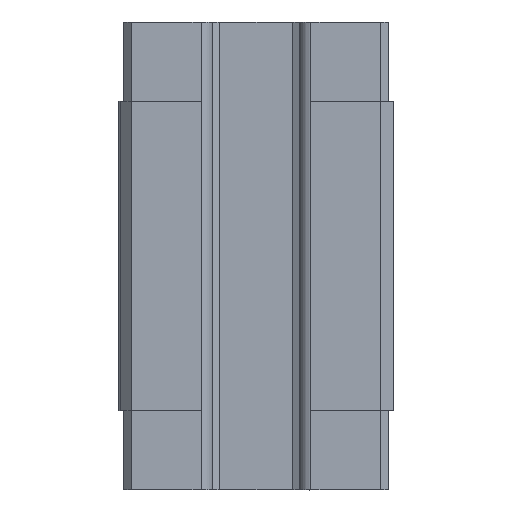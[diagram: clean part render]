
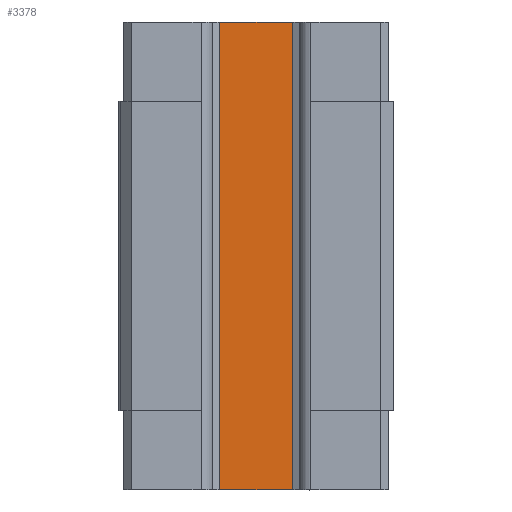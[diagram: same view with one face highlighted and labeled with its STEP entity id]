
A CAD part, front view. The second image highlights one B-rep face of the part: STEP entity #3378.
In plain terms, the highlighted planar face has unit normal (0, -1, 0).
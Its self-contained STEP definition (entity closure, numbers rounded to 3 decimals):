
#241 = VERTEX_POINT ( 'NONE', #995 ) ;
#242 = VERTEX_POINT ( 'NONE', #996 ) ;
#259 = VERTEX_POINT ( 'NONE', #736 ) ;
#297 = VERTEX_POINT ( 'NONE', #4417 ) ;
#736 = CARTESIAN_POINT ( 'NONE',  ( -9.038, -9.15, 37.5 ) ) ;
#995 = CARTESIAN_POINT ( 'NONE',  ( 9.038, -9.15, 37.5 ) ) ;
#996 = CARTESIAN_POINT ( 'NONE',  ( 9.038, -9.15, -37.5 ) ) ;
#1534 = EDGE_LOOP ( 'NONE', ( #3603, #3604, #3605, #3606 ) ) ;
#3323 = EDGE_CURVE ( 'NONE', #241, #242, #9350, .T. ) ;
#3335 = EDGE_CURVE ( 'NONE', #297, #259, #9359, .T. ) ;
#3378 = ADVANCED_FACE ( 'NONE', ( #9443 ), #8703, .F. ) ;
#3603 = ORIENTED_EDGE ( 'NONE', *, *, #4135, .T. ) ;
#3604 = ORIENTED_EDGE ( 'NONE', *, *, #3323, .F. ) ;
#3605 = ORIENTED_EDGE ( 'NONE', *, *, #4134, .F. ) ;
#3606 = ORIENTED_EDGE ( 'NONE', *, *, #3335, .F. ) ;
#4134 = EDGE_CURVE ( 'NONE', #259, #241, #9590, .T. ) ;
#4135 = EDGE_CURVE ( 'NONE', #297, #242, #9595, .T. ) ;
#4417 = CARTESIAN_POINT ( 'NONE',  ( -9.038, -9.15, -37.5 ) ) ;
#6539 = AXIS2_PLACEMENT_3D ( 'NONE', #8702, #8705, #8706 ) ;
#8528 = CARTESIAN_POINT ( 'NONE',  ( 9.038, -9.15, 45. ) ) ;
#8529 = DIRECTION ( 'NONE',  ( 0., 0., -1. ) ) ;
#8553 = CARTESIAN_POINT ( 'NONE',  ( -9.038, -9.15, 45. ) ) ;
#8554 = DIRECTION ( 'NONE',  ( 0., 0., 1. ) ) ;
#8702 = CARTESIAN_POINT ( 'NONE',  ( 9.038, -9.15, 45. ) ) ;
#8703 = PLANE ( 'NONE',  #6539 ) ;
#8705 = DIRECTION ( 'NONE',  ( 0., 1., 0. ) ) ;
#8706 = DIRECTION ( 'NONE',  ( 0., 0., 1. ) ) ;
#8973 = CARTESIAN_POINT ( 'NONE',  ( 0., -9.15, 37.5 ) ) ;
#8974 = DIRECTION ( 'NONE',  ( 1., 0., 0. ) ) ;
#8975 = CARTESIAN_POINT ( 'NONE',  ( 0., -9.15, -37.5 ) ) ;
#8976 = DIRECTION ( 'NONE',  ( 1., 0., 0. ) ) ;
#9350 = LINE ( 'NONE', #8528, #9351 ) ;
#9351 = VECTOR ( 'NONE', #8529, 1000. ) ;
#9359 = LINE ( 'NONE', #8553, #9373 ) ;
#9373 = VECTOR ( 'NONE', #8554, 1000. ) ;
#9443 = FACE_OUTER_BOUND ( 'NONE', #1534, .T. ) ;
#9587 = VECTOR ( 'NONE', #8974, 1000. ) ;
#9590 = LINE ( 'NONE', #8973, #9587 ) ;
#9595 = LINE ( 'NONE', #8975, #9596 ) ;
#9596 = VECTOR ( 'NONE', #8976, 1000. ) ;
